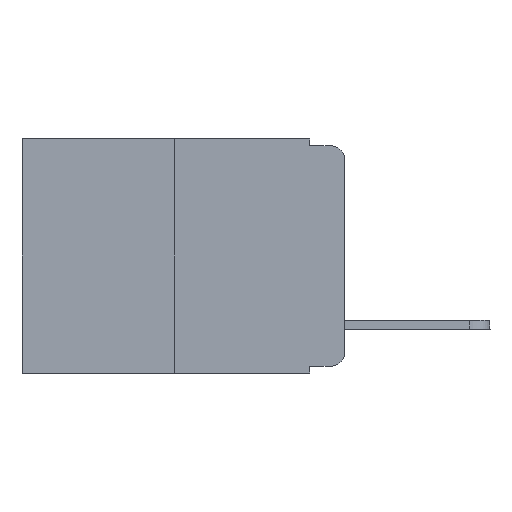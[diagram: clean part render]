
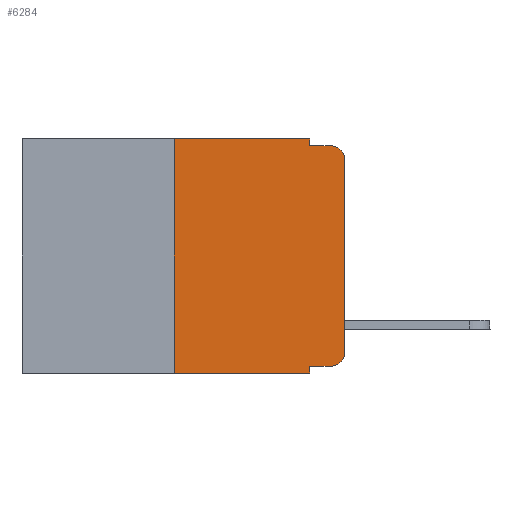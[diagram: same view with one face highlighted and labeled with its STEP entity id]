
A CAD part, left-side view. The second image highlights one B-rep face of the part: STEP entity #6284.
In plain terms, the highlighted planar face has unit normal (-1, 0, 0).
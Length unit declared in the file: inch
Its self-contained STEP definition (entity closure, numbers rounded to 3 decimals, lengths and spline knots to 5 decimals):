
#52 = CARTESIAN_POINT ( 'NONE',  ( 0., 0.02, -0.01 ) ) ;
#269 = CARTESIAN_POINT ( 'NONE',  ( 0., 0., 0. ) ) ;
#367 = CARTESIAN_POINT ( 'NONE',  ( 0., 0.25, 0. ) ) ;
#374 = LINE ( 'NONE', #269, #518 ) ;
#375 = DIRECTION ( 'NONE',  ( 0., 0., -1. ) ) ;
#456 = CARTESIAN_POINT ( 'NONE',  ( 0., 0.02, -0.313 ) ) ;
#518 = VECTOR ( 'NONE', #10568, 39.37008 ) ;
#535 = LINE ( 'NONE', #3101, #3571 ) ;
#555 = ORIENTED_EDGE ( 'NONE', *, *, #5018, .T. ) ;
#725 = VERTEX_POINT ( 'NONE', #4319 ) ;
#790 = DIRECTION ( 'NONE',  ( 0., 0., -1. ) ) ;
#875 = VERTEX_POINT ( 'NONE', #5606 ) ;
#986 = VERTEX_POINT ( 'NONE', #367 ) ;
#1367 = VERTEX_POINT ( 'NONE', #3067 ) ;
#1421 = DIRECTION ( 'NONE',  ( 0., 0., 1. ) ) ;
#1618 = ORIENTED_EDGE ( 'NONE', *, *, #7119, .F. ) ;
#1780 = VECTOR ( 'NONE', #790, 39.37008 ) ;
#1872 = VERTEX_POINT ( 'NONE', #6398 ) ;
#1945 = ORIENTED_EDGE ( 'NONE', *, *, #5350, .T. ) ;
#1984 = LINE ( 'NONE', #8903, #9670 ) ;
#2027 = AXIS2_PLACEMENT_3D ( 'NONE', #7243, #5393, #375 ) ;
#2169 = EDGE_CURVE ( 'NONE', #10550, #3032, #535, .T. ) ;
#2806 = LINE ( 'NONE', #3121, #3758 ) ;
#3032 = VERTEX_POINT ( 'NONE', #5521 ) ;
#3067 = CARTESIAN_POINT ( 'NONE',  ( 0., 0.25, -0.343 ) ) ;
#3101 = CARTESIAN_POINT ( 'NONE',  ( 0., 0.051, 0. ) ) ;
#3121 = CARTESIAN_POINT ( 'NONE',  ( 0., 0.473, 0. ) ) ;
#3293 = CARTESIAN_POINT ( 'NONE',  ( 0., 0.051, 0. ) ) ;
#3343 = DIRECTION ( 'NONE',  ( 0., 0., -1. ) ) ;
#3557 = EDGE_CURVE ( 'NONE', #3032, #7398, #7676, .T. ) ;
#3571 = VECTOR ( 'NONE', #4814, 39.37008 ) ;
#3584 = LINE ( 'NONE', #9620, #3986 ) ;
#3706 = AXIS2_PLACEMENT_3D ( 'NONE', #456, #9849, #8211 ) ;
#3758 = VECTOR ( 'NONE', #6356, 39.37008 ) ;
#3986 = VECTOR ( 'NONE', #8605, 39.37008 ) ;
#4120 = EDGE_CURVE ( 'NONE', #1367, #875, #3584, .T. ) ;
#4319 = CARTESIAN_POINT ( 'NONE',  ( 0., 0., -0.03 ) ) ;
#4348 = ORIENTED_EDGE ( 'NONE', *, *, #3557, .F. ) ;
#4516 = ORIENTED_EDGE ( 'NONE', *, *, #7106, .F. ) ;
#4814 = DIRECTION ( 'NONE',  ( 0., 0., -1. ) ) ;
#4962 = LINE ( 'NONE', #3293, #1780 ) ;
#4977 = EDGE_CURVE ( 'NONE', #1872, #10636, #1984, .T. ) ;
#5018 = EDGE_CURVE ( 'NONE', #6680, #725, #374, .T. ) ;
#5350 = EDGE_CURVE ( 'NONE', #10636, #6680, #9590, .T. ) ;
#5391 = DIRECTION ( 'NONE',  ( 0., -1., 0. ) ) ;
#5393 = DIRECTION ( 'NONE',  ( 1., 0., 0. ) ) ;
#5521 = CARTESIAN_POINT ( 'NONE',  ( 0., 0.051, -0.01 ) ) ;
#5557 = FACE_OUTER_BOUND ( 'NONE', #6350, .T. ) ;
#5606 = CARTESIAN_POINT ( 'NONE',  ( 0., 0.051, -0.343 ) ) ;
#5875 = ORIENTED_EDGE ( 'NONE', *, *, #10644, .T. ) ;
#6284 = ADVANCED_FACE ( 'NONE', ( #5557 ), #8805, .F. ) ;
#6350 = EDGE_LOOP ( 'NONE', ( #555, #5875, #4348, #8229, #1618, #4516, #11121, #6670, #11025, #1945 ) ) ;
#6356 = DIRECTION ( 'NONE',  ( 0., -1., 0. ) ) ;
#6357 = CARTESIAN_POINT ( 'NONE',  ( 0., 0.051, 0. ) ) ;
#6398 = CARTESIAN_POINT ( 'NONE',  ( 0., 0.051, -0.333 ) ) ;
#6444 = VECTOR ( 'NONE', #6901, 39.37008 ) ;
#6670 = ORIENTED_EDGE ( 'NONE', *, *, #7210, .F. ) ;
#6680 = VERTEX_POINT ( 'NONE', #10713 ) ;
#6754 = CARTESIAN_POINT ( 'NONE',  ( 0., 0.02, -0.333 ) ) ;
#6901 = DIRECTION ( 'NONE',  ( 0., -1., 0. ) ) ;
#7106 = EDGE_CURVE ( 'NONE', #1367, #986, #8149, .T. ) ;
#7119 = EDGE_CURVE ( 'NONE', #986, #10550, #2806, .T. ) ;
#7210 = EDGE_CURVE ( 'NONE', #1872, #875, #4962, .T. ) ;
#7243 = CARTESIAN_POINT ( 'NONE',  ( 0., 0.473, 0. ) ) ;
#7398 = VERTEX_POINT ( 'NONE', #52 ) ;
#7472 = CARTESIAN_POINT ( 'NONE',  ( 0., 0.02, -0.03 ) ) ;
#7676 = LINE ( 'NONE', #11056, #6444 ) ;
#7901 = CIRCLE ( 'NONE', #8452, 0.02 ) ;
#8149 = LINE ( 'NONE', #9094, #8386 ) ;
#8211 = DIRECTION ( 'NONE',  ( 0., 0., -1. ) ) ;
#8229 = ORIENTED_EDGE ( 'NONE', *, *, #2169, .F. ) ;
#8369 = DIRECTION ( 'NONE',  ( -1., 0., 0. ) ) ;
#8386 = VECTOR ( 'NONE', #1421, 39.37008 ) ;
#8452 = AXIS2_PLACEMENT_3D ( 'NONE', #7472, #8369, #3343 ) ;
#8605 = DIRECTION ( 'NONE',  ( 0., -1., 0. ) ) ;
#8805 = PLANE ( 'NONE',  #2027 ) ;
#8903 = CARTESIAN_POINT ( 'NONE',  ( 0., 0.051, -0.333 ) ) ;
#9094 = CARTESIAN_POINT ( 'NONE',  ( 0., 0.25, 0. ) ) ;
#9590 = CIRCLE ( 'NONE', #3706, 0.02 ) ;
#9620 = CARTESIAN_POINT ( 'NONE',  ( 0., 0.473, -0.343 ) ) ;
#9670 = VECTOR ( 'NONE', #5391, 39.37008 ) ;
#9849 = DIRECTION ( 'NONE',  ( -1., 0., 0. ) ) ;
#10550 = VERTEX_POINT ( 'NONE', #6357 ) ;
#10568 = DIRECTION ( 'NONE',  ( 0., 0., 1. ) ) ;
#10636 = VERTEX_POINT ( 'NONE', #6754 ) ;
#10644 = EDGE_CURVE ( 'NONE', #725, #7398, #7901, .T. ) ;
#10713 = CARTESIAN_POINT ( 'NONE',  ( 0., 0., -0.313 ) ) ;
#11025 = ORIENTED_EDGE ( 'NONE', *, *, #4977, .T. ) ;
#11056 = CARTESIAN_POINT ( 'NONE',  ( 0., 0.051, -0.01 ) ) ;
#11121 = ORIENTED_EDGE ( 'NONE', *, *, #4120, .T. ) ;
